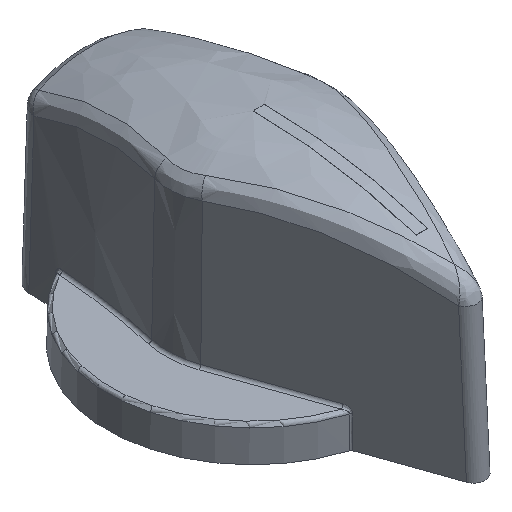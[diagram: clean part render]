
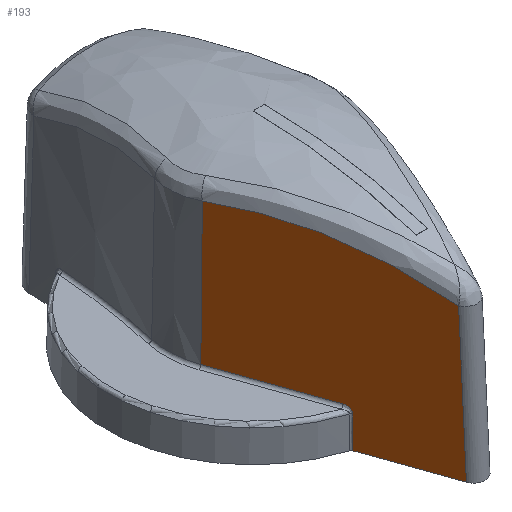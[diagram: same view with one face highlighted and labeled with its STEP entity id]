
A CAD part, isometric view. The second image highlights one B-rep face of the part: STEP entity #193.
In plain terms, the highlighted planar face has unit normal (-0.943, -0.332, 0.018).
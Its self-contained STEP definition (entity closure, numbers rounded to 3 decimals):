
#193 = ADVANCED_FACE( '', ( #432 ), #433, .T. );
#432 = FACE_OUTER_BOUND( '', #1238, .T. );
#433 = PLANE( '', #1239 );
#1238 = EDGE_LOOP( '', ( #2672, #2673, #2674, #2675, #2676, #2677, #2678 ) );
#1239 = AXIS2_PLACEMENT_3D( '', #2679, #2680, #2681 );
#2672 = ORIENTED_EDGE( '', *, *, #3237, .T. );
#2673 = ORIENTED_EDGE( '', *, *, #3238, .T. );
#2674 = ORIENTED_EDGE( '', *, *, #3239, .T. );
#2675 = ORIENTED_EDGE( '', *, *, #3240, .T. );
#2676 = ORIENTED_EDGE( '', *, *, #3216, .F. );
#2677 = ORIENTED_EDGE( '', *, *, #3152, .T. );
#2678 = ORIENTED_EDGE( '', *, *, #3241, .T. );
#2679 = CARTESIAN_POINT( '', ( -6.104, -4.647, 0. ) );
#2680 = DIRECTION( '', ( -0.943, -0.332, 0.017 ) );
#2681 = DIRECTION( '', ( 0.332, -0.943, 0. ) );
#3152 = EDGE_CURVE( '', #3482, #3480, #3483, .F. );
#3216 = EDGE_CURVE( '', #3482, #3581, #3582, .T. );
#3237 = EDGE_CURVE( '', #3613, #3614, #3615, .T. );
#3238 = EDGE_CURVE( '', #3614, #3616, #3617, .F. );
#3239 = EDGE_CURVE( '', #3616, #3618, #3619, .T. );
#3240 = EDGE_CURVE( '', #3618, #3581, #3620, .T. );
#3241 = EDGE_CURVE( '', #3480, #3613, #3621, .T. );
#3480 = VERTEX_POINT( '', #4140 );
#3482 = VERTEX_POINT( '', #4142 );
#3483 = LINE( '', #4143, #4144 );
#3581 = VERTEX_POINT( '', #4518 );
#3582 = LINE( '', #4519, #4520 );
#3613 = VERTEX_POINT( '', #4617 );
#3614 = VERTEX_POINT( '', #4618 );
#3615 = LINE( '', #4619, #4620 );
#3616 = VERTEX_POINT( '', #4621 );
#3617 = LINE( '', #4622, #4623 );
#3618 = VERTEX_POINT( '', #4624 );
#3619 = B_SPLINE_CURVE_WITH_KNOTS( '', 3, ( #4625, #4626, #4627, #4628, #4629, #4630, #4631, #4632, #4633, #4634, #4635, #4636, #4637, #4638, #4639, #4640, #4641, #4642, #4643, #4644, #4645, #4646, #4647, #4648, #4649, #4650, #4651, #4652, #4653, #4654, #4655, #4656, #4657, #4658, #4659, #4660, #4661, #4662 ), .UNSPECIFIED., .F., .F., ( 4, 1, 2, 2, 2, 2, 2, 1, 2, 2, 2, 1, 2, 2, 2, 1, 2, 2, 2, 1, 1, 4 ), ( 0., 0., 0., 0., 0., 0., 0., 0., 0., 0., 0., 0.001, 0.001, 0.001, 0.001, 0.001, 0.001, 0.001, 0.001, 0.001, 0.001, 0.001 ), .UNSPECIFIED. );
#3620 = B_SPLINE_CURVE_WITH_KNOTS( '', 3, ( #4663, #4664, #4665, #4666 ), .UNSPECIFIED., .F., .F., ( 4, 4 ), ( 0., 0.003 ), .UNSPECIFIED. );
#3621 = B_SPLINE_CURVE_WITH_KNOTS( '', 3, ( #4667, #4668, #4669, #4670, #4671, #4672, #4673, #4674, #4675, #4676, #4677, #4678, #4679, #4680, #4681, #4682, #4683, #4684, #4685, #4686, #4687, #4688, #4689, #4690, #4691, #4692, #4693, #4694, #4695 ), .UNSPECIFIED., .F., .F., ( 4, 2, 2, 1, 1, 1, 2, 1, 1, 2, 2, 1, 1, 1, 1, 1, 1, 2, 2, 4 ), ( 0., 0.001, 0.002, 0.003, 0.004, 0.006, 0.007, 0.007, 0.007, 0.008, 0.008, 0.009, 0.01, 0.011, 0.012, 0.013, 0.014, 0.015, 0.017, 0.018 ), .UNSPECIFIED. );
#4140 = CARTESIAN_POINT( '', ( -0.943, -18.646, 12.776 ) );
#4142 = CARTESIAN_POINT( '', ( -0.943, -19.319, 0. ) );
#4143 = CARTESIAN_POINT( '', ( -0.943, -19.278, 0.77 ) );
#4144 = VECTOR( '', #5296, 1000. );
#4518 = CARTESIAN_POINT( '', ( -3.477, -12.114, 0. ) );
#4519 = CARTESIAN_POINT( '', ( -6.104, -4.647, 0. ) );
#4520 = VECTOR( '', #5377, 1000. );
#4617 = CARTESIAN_POINT( '', ( -6.635, -2.334, 15.26 ) );
#4618 = CARTESIAN_POINT( '', ( -6.833, -2.403, 3.246 ) );
#4619 = CARTESIAN_POINT( '', ( -6.886, -2.422, 0. ) );
#4620 = VECTOR( '', #5400, 1000. );
#4621 = CARTESIAN_POINT( '', ( -3.658, -11.429, 3.246 ) );
#4622 = CARTESIAN_POINT( '', ( -6.05, -4.628, 3.246 ) );
#4623 = VECTOR( '', #5401, 1000. );
#4624 = CARTESIAN_POINT( '', ( -3.441, -12.076, 2.705 ) );
#4625 = CARTESIAN_POINT( '', ( -3.658, -11.429, 3.246 ) );
#4626 = CARTESIAN_POINT( '', ( -3.655, -11.439, 3.246 ) );
#4627 = CARTESIAN_POINT( '', ( -3.648, -11.458, 3.245 ) );
#4628 = CARTESIAN_POINT( '', ( -3.642, -11.477, 3.244 ) );
#4629 = CARTESIAN_POINT( '', ( -3.632, -11.505, 3.242 ) );
#4630 = CARTESIAN_POINT( '', ( -3.625, -11.524, 3.24 ) );
#4631 = CARTESIAN_POINT( '', ( -3.605, -11.58, 3.232 ) );
#4632 = CARTESIAN_POINT( '', ( -3.593, -11.617, 3.224 ) );
#4633 = CARTESIAN_POINT( '', ( -3.577, -11.663, 3.21 ) );
#4634 = CARTESIAN_POINT( '', ( -3.574, -11.672, 3.207 ) );
#4635 = CARTESIAN_POINT( '', ( -3.567, -11.69, 3.2 ) );
#4636 = CARTESIAN_POINT( '', ( -3.564, -11.699, 3.197 ) );
#4637 = CARTESIAN_POINT( '', ( -3.555, -11.726, 3.186 ) );
#4638 = CARTESIAN_POINT( '', ( -3.543, -11.761, 3.171 ) );
#4639 = CARTESIAN_POINT( '', ( -3.532, -11.794, 3.152 ) );
#4640 = CARTESIAN_POINT( '', ( -3.523, -11.819, 3.137 ) );
#4641 = CARTESIAN_POINT( '', ( -3.52, -11.827, 3.132 ) );
#4642 = CARTESIAN_POINT( '', ( -3.515, -11.843, 3.121 ) );
#4643 = CARTESIAN_POINT( '', ( -3.512, -11.851, 3.115 ) );
#4644 = CARTESIAN_POINT( '', ( -3.504, -11.874, 3.098 ) );
#4645 = CARTESIAN_POINT( '', ( -3.494, -11.904, 3.073 ) );
#4646 = CARTESIAN_POINT( '', ( -3.485, -11.932, 3.045 ) );
#4647 = CARTESIAN_POINT( '', ( -3.479, -11.951, 3.023 ) );
#4648 = CARTESIAN_POINT( '', ( -3.476, -11.958, 3.016 ) );
#4649 = CARTESIAN_POINT( '', ( -3.472, -11.97, 3.001 ) );
#4650 = CARTESIAN_POINT( '', ( -3.47, -11.976, 2.993 ) );
#4651 = CARTESIAN_POINT( '', ( -3.465, -11.994, 2.968 ) );
#4652 = CARTESIAN_POINT( '', ( -3.458, -12.015, 2.935 ) );
#4653 = CARTESIAN_POINT( '', ( -3.453, -12.032, 2.899 ) );
#4654 = CARTESIAN_POINT( '', ( -3.45, -12.042, 2.876 ) );
#4655 = CARTESIAN_POINT( '', ( -3.449, -12.044, 2.872 ) );
#4656 = CARTESIAN_POINT( '', ( -3.448, -12.047, 2.862 ) );
#4657 = CARTESIAN_POINT( '', ( -3.447, -12.049, 2.857 ) );
#4658 = CARTESIAN_POINT( '', ( -3.446, -12.054, 2.843 ) );
#4659 = CARTESIAN_POINT( '', ( -3.443, -12.063, 2.814 ) );
#4660 = CARTESIAN_POINT( '', ( -3.441, -12.073, 2.766 ) );
#4661 = CARTESIAN_POINT( '', ( -3.44, -12.076, 2.726 ) );
#4662 = CARTESIAN_POINT( '', ( -3.441, -12.076, 2.705 ) );
#4663 = CARTESIAN_POINT( '', ( -3.441, -12.076, 2.705 ) );
#4664 = CARTESIAN_POINT( '', ( -3.453, -12.089, 1.803 ) );
#4665 = CARTESIAN_POINT( '', ( -3.465, -12.102, 0.902 ) );
#4666 = CARTESIAN_POINT( '', ( -3.477, -12.114, 0. ) );
#4667 = CARTESIAN_POINT( '', ( -0.943, -18.646, 12.776 ) );
#4668 = CARTESIAN_POINT( '', ( -1.053, -18.326, 12.928 ) );
#4669 = CARTESIAN_POINT( '', ( -1.164, -18.004, 13.073 ) );
#4670 = CARTESIAN_POINT( '', ( -1.386, -17.356, 13.351 ) );
#4671 = CARTESIAN_POINT( '', ( -1.498, -17.031, 13.484 ) );
#4672 = CARTESIAN_POINT( '', ( -1.724, -16.376, 13.737 ) );
#4673 = CARTESIAN_POINT( '', ( -1.951, -15.717, 13.977 ) );
#4674 = CARTESIAN_POINT( '', ( -2.296, -14.719, 14.302 ) );
#4675 = CARTESIAN_POINT( '', ( -2.646, -13.71, 14.59 ) );
#4676 = CARTESIAN_POINT( '', ( -2.882, -13.031, 14.758 ) );
#4677 = CARTESIAN_POINT( '', ( -3.06, -12.519, 14.875 ) );
#4678 = CARTESIAN_POINT( '', ( -3.149, -12.262, 14.931 ) );
#4679 = CARTESIAN_POINT( '', ( -3.253, -11.962, 14.993 ) );
#4680 = CARTESIAN_POINT( '', ( -3.298, -11.833, 15.018 ) );
#4681 = CARTESIAN_POINT( '', ( -3.328, -11.747, 15.035 ) );
#4682 = CARTESIAN_POINT( '', ( -3.343, -11.704, 15.043 ) );
#4683 = CARTESIAN_POINT( '', ( -3.478, -11.316, 15.118 ) );
#4684 = CARTESIAN_POINT( '', ( -3.719, -10.627, 15.236 ) );
#4685 = CARTESIAN_POINT( '', ( -4.08, -9.592, 15.376 ) );
#4686 = CARTESIAN_POINT( '', ( -4.442, -8.557, 15.479 ) );
#4687 = CARTESIAN_POINT( '', ( -4.805, -7.522, 15.543 ) );
#4688 = CARTESIAN_POINT( '', ( -5.169, -6.485, 15.568 ) );
#4689 = CARTESIAN_POINT( '', ( -5.534, -5.448, 15.554 ) );
#4690 = CARTESIAN_POINT( '', ( -5.778, -4.757, 15.519 ) );
#4691 = CARTESIAN_POINT( '', ( -6.022, -4.065, 15.469 ) );
#4692 = CARTESIAN_POINT( '', ( -6.145, -3.719, 15.437 ) );
#4693 = CARTESIAN_POINT( '', ( -6.39, -3.027, 15.36 ) );
#4694 = CARTESIAN_POINT( '', ( -6.512, -2.68, 15.314 ) );
#4695 = CARTESIAN_POINT( '', ( -6.635, -2.334, 15.26 ) );
#5296 = DIRECTION( '', ( 0., -0.053, -0.999 ) );
#5377 = DIRECTION( '', ( -0.332, 0.943, 0. ) );
#5400 = DIRECTION( '', ( -0.016, -0.006, -1. ) );
#5401 = DIRECTION( '', ( -0.332, 0.943, 0. ) );
